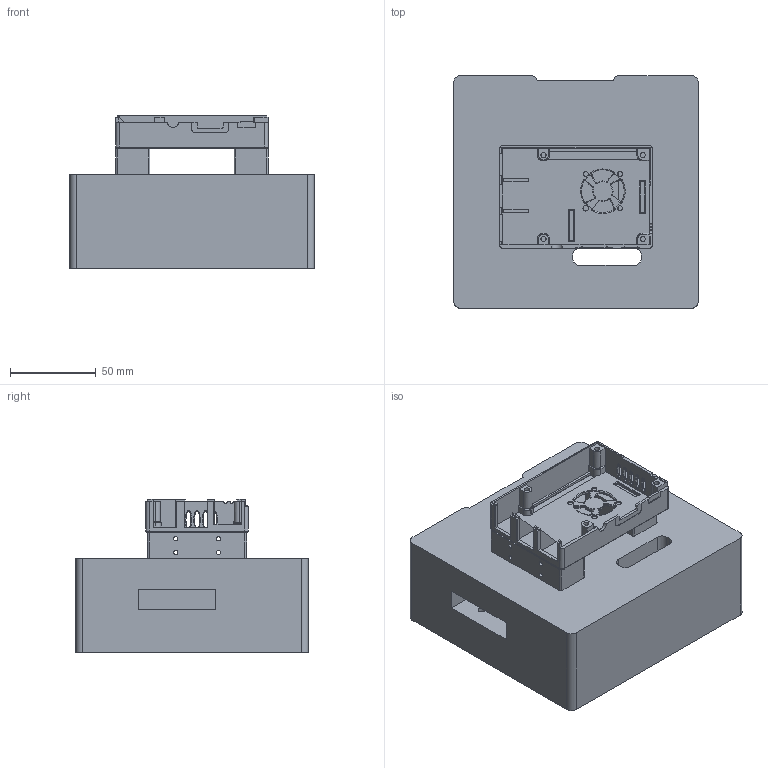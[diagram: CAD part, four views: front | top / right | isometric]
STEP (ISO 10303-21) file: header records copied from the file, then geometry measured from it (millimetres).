
FILE_DESCRIPTION(/* description */ ('STEP AP242','CAx-IF Rec.Pracs.---Representation and Presentation of Product Manufacturing Information (PMI)---4.0---2014-10-13','CAx-IF Rec.Pracs.---3D Tessellated Geometry---0.4---2014-09-14','2;1'),/* implementation_level */ '2;1');
FILE_NAME(/* name */ '68a0bb9f177af41a6fc8a054',/* time_stamp */ '2025-08-16T17:10:56Z',/* author */ (''),/* organization */ (''),/* preprocessor_version */ 'ST-DEVELOPER v20',/* originating_system */ 'ONSHAPE BY PTC INC, 1.202',/* authorisation */ ' ');
FILE_SCHEMA (('AP242_MANAGED_MODEL_BASED_3D_ENGINEERING_MIM_LF { 1 0 10303 442 1 1 4 }'));
Length unit declared in the file: metre
Products named in the file (3): Main Case; cover; Case
Assembly tree (2 placements, depth 2):
  Main Case
    cover
    Case
Bounding box: 143 x 136 x 89.5 mm (x, y, z)
Volume: 497070 mm3; surface area: 129833 mm2
Topology: 2 solids, 2 shells, 1009 faces, 2749 edges, 1802 vertices
Faces by surface type: plane 435, bspline 255, cylinder 223, torus 87, cone 8, sphere 1
Full cylindrical faces by diameter (mm): 0.4 x1, 2.5 x8, 2.9 x3, 3 x4, 3.2 x1, 4 x13, 5.2 x4
Entity records: 42172 total; most frequent: CARTESIAN_POINT 18258, ORIENTED_EDGE 5332, DIRECTION 4187, EDGE_CURVE 2666, VERTEX_POINT 1777, LINE 1489, VECTOR 1489, AXIS2_PLACEMENT_3D 1349
